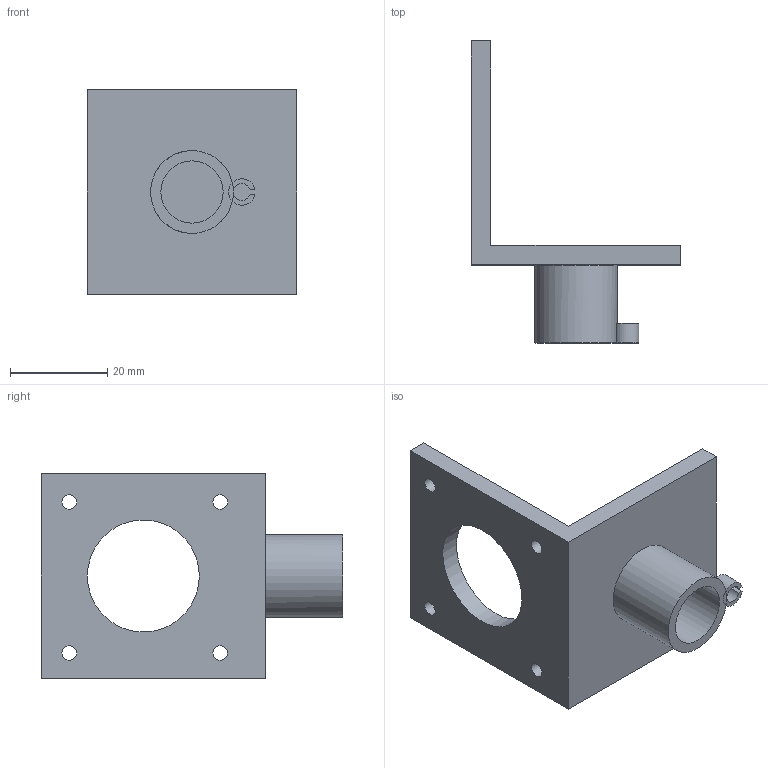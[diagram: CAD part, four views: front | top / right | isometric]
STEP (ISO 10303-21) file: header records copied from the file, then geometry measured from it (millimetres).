
FILE_DESCRIPTION(('FreeCAD Model'),'2;1');
FILE_NAME('Open CASCADE Shape Model','2024-05-15T13:27:50',(''),(''), 'Open CASCADE STEP processor 7.6','FreeCAD','Unknown');
FILE_SCHEMA(('AUTOMOTIVE_DESIGN { 1 0 10303 214 1 1 1 1 }'));
Length unit declared in the file: millimetre
Products named in the file (1): Body
Bounding box: 43 x 62 x 42 mm (x, y, z)
Volume: 14118.5 mm3; surface area: 9307 mm2
Topology: 1 solids, 1 shells, 28 faces, 63 edges, 39 vertices
Faces by surface type: plane 17, cylinder 11
Full cylindrical faces by diameter (mm): 3 x4, 12.8 x1, 17 x1, 23 x1
Entity records: 824 total; most frequent: DIRECTION 148, CARTESIAN_POINT 131, ORIENTED_EDGE 126, EDGE_CURVE 63, AXIS2_PLACEMENT_3D 56, FACE_BOUND 40, EDGE_LOOP 40, VERTEX_POINT 39
